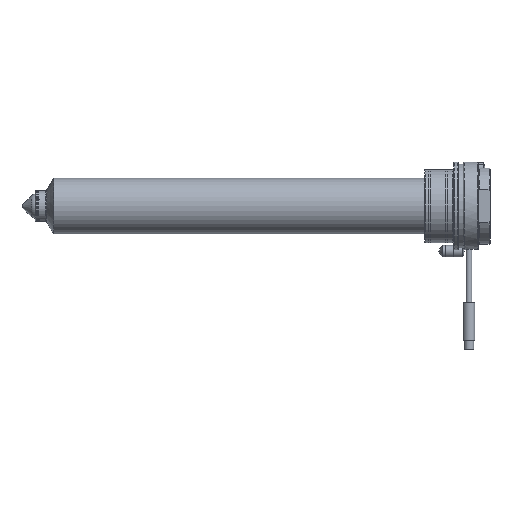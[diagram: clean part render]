
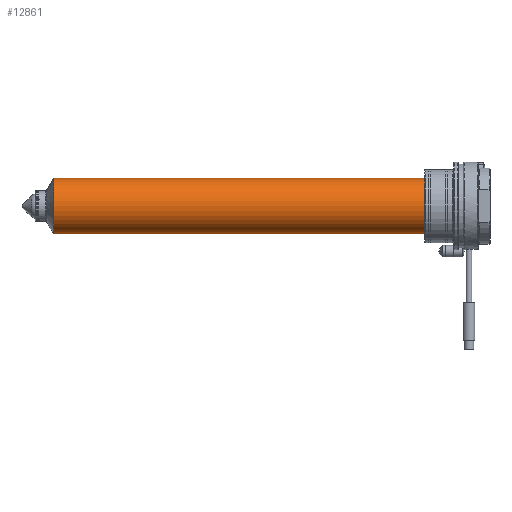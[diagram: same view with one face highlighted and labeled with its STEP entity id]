
A CAD part, top view. The second image highlights one B-rep face of the part: STEP entity #12861.
In plain terms, the highlighted cylindrical face has radius 14.5 mm (diameter 29 mm), a partial arc.
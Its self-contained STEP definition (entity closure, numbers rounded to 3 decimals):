
#99 = ORIENTED_EDGE ( 'NONE', *, *, #5694, .T. ) ;
#204 = DIRECTION ( 'NONE',  ( -1., 0., 0. ) ) ;
#1225 = VERTEX_POINT ( 'NONE', #3628 ) ;
#2829 = DIRECTION ( 'NONE',  ( -1., 0., 0. ) ) ;
#3054 = CIRCLE ( 'NONE', #9565, 14.5 ) ;
#3543 = ORIENTED_EDGE ( 'NONE', *, *, #3645, .T. ) ;
#3628 = CARTESIAN_POINT ( 'NONE',  ( 14.5, 0., -210. ) ) ;
#3645 = EDGE_CURVE ( 'NONE', #5971, #1225, #8849, .T. ) ;
#3966 = DIRECTION ( 'NONE',  ( 0., 0., -1. ) ) ;
#3982 = ORIENTED_EDGE ( 'NONE', *, *, #5803, .F. ) ;
#4822 = VERTEX_POINT ( 'NONE', #13567 ) ;
#5179 = AXIS2_PLACEMENT_3D ( 'NONE', #15906, #14889, #204 ) ;
#5694 = EDGE_CURVE ( 'NONE', #11448, #5971, #10356, .T. ) ;
#5803 = EDGE_CURVE ( 'NONE', #4822, #1225, #3054, .T. ) ;
#5971 = VERTEX_POINT ( 'NONE', #14432 ) ;
#7008 = CARTESIAN_POINT ( 'NONE',  ( 0., 0., 0. ) ) ;
#7193 = VECTOR ( 'NONE', #3966, 1000. ) ;
#7334 = CARTESIAN_POINT ( 'NONE',  ( 14.5, 0., 0. ) ) ;
#7953 = CARTESIAN_POINT ( 'NONE',  ( -14.5, 0., -16.464 ) ) ;
#8238 = DIRECTION ( 'NONE',  ( -1., 0., 0. ) ) ;
#8849 = LINE ( 'NONE', #7334, #15156 ) ;
#8963 = DIRECTION ( 'NONE',  ( 0., 0., -1. ) ) ;
#9565 = AXIS2_PLACEMENT_3D ( 'NONE', #10133, #8963, #2829 ) ;
#10019 = EDGE_LOOP ( 'NONE', ( #99, #3543, #3982, #14730 ) ) ;
#10133 = CARTESIAN_POINT ( 'NONE',  ( 0., 0., -210. ) ) ;
#10356 = CIRCLE ( 'NONE', #5179, 14.5 ) ;
#10803 = CYLINDRICAL_SURFACE ( 'NONE', #11312, 14.5 ) ;
#10816 = LINE ( 'NONE', #13647, #7193 ) ;
#11312 = AXIS2_PLACEMENT_3D ( 'NONE', #7008, #15557, #8238 ) ;
#11448 = VERTEX_POINT ( 'NONE', #7953 ) ;
#11620 = FACE_OUTER_BOUND ( 'NONE', #10019, .T. ) ;
#12259 = DIRECTION ( 'NONE',  ( 0., 0., -1. ) ) ;
#12458 = EDGE_CURVE ( 'NONE', #11448, #4822, #10816, .T. ) ;
#12861 = ADVANCED_FACE ( 'NONE', ( #11620 ), #10803, .T. ) ;
#13567 = CARTESIAN_POINT ( 'NONE',  ( -14.5, 0., -210. ) ) ;
#13647 = CARTESIAN_POINT ( 'NONE',  ( -14.5, 0., 0. ) ) ;
#14432 = CARTESIAN_POINT ( 'NONE',  ( 14.5, 0., -16.464 ) ) ;
#14730 = ORIENTED_EDGE ( 'NONE', *, *, #12458, .F. ) ;
#14889 = DIRECTION ( 'NONE',  ( 0., 0., -1. ) ) ;
#15156 = VECTOR ( 'NONE', #12259, 1000. ) ;
#15557 = DIRECTION ( 'NONE',  ( 0., 0., -1. ) ) ;
#15906 = CARTESIAN_POINT ( 'NONE',  ( 0., 0., -16.464 ) ) ;
